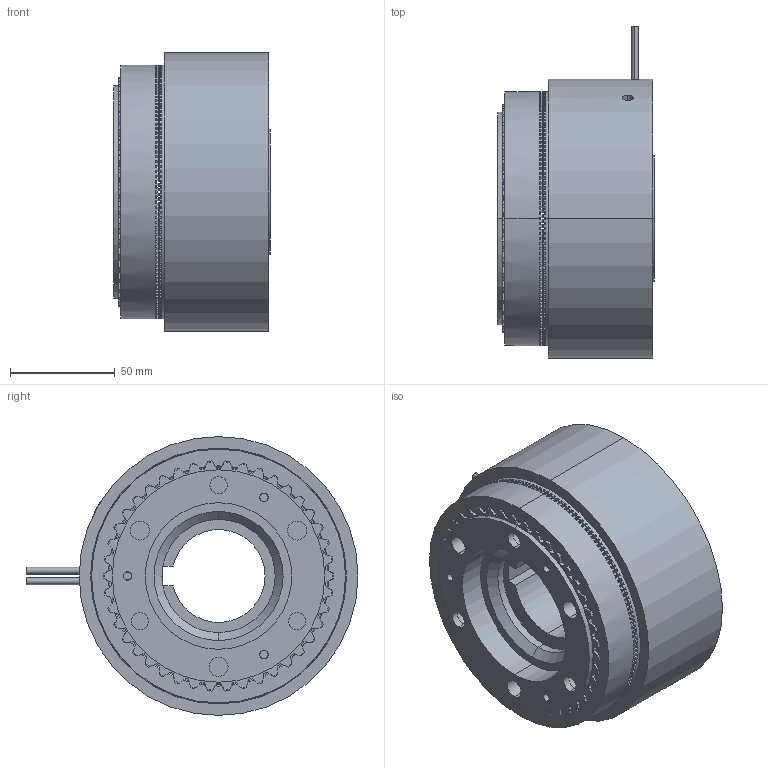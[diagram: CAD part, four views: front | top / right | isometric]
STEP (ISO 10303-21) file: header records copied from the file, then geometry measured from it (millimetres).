
FILE_DESCRIPTION (( 'STEP AP203' ), '1' );
FILE_NAME ('525_SFTC_WebAssy.STEP', '2017-02-21T19:30:36', ( 'Delete' ), ( 'Hewlett-Packard Company' ), 'SwSTEP 2.0', 'SolidWorks 2017', '' );
FILE_SCHEMA (( 'CONFIG_CONTROL_DESIGN' ));
Length unit declared in the file: inch
Products named in the file (1): 525_SFTC_WebAssy
Bounding box: 74.93 x 158.75 x 133.35 mm (x, y, z)
Volume: 732463.6 mm3; surface area: 178614 mm2
Topology: 16 solids, 16 shells, 2281 faces, 6522 edges, 4287 vertices
Faces by surface type: plane 1028, cylinder 875, cone 344, torus 22, bspline 6, sphere 6
Entity records: 79741 total; most frequent: CARTESIAN_POINT 17631, DIRECTION 13808, ORIENTED_EDGE 13028, EDGE_CURVE 6514, AXIS2_PLACEMENT_3D 5204, VERTEX_POINT 4287, VECTOR 3400, LINE 3400
